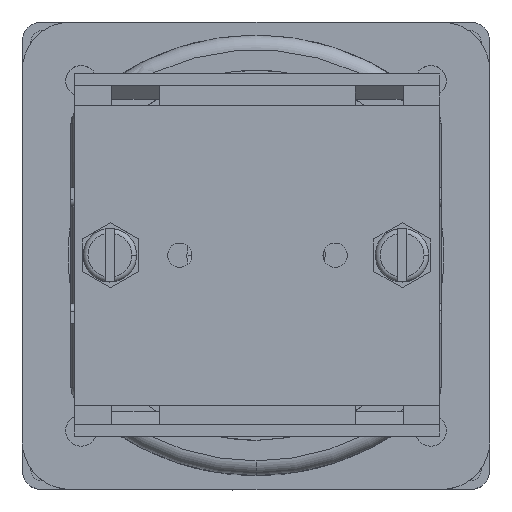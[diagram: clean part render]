
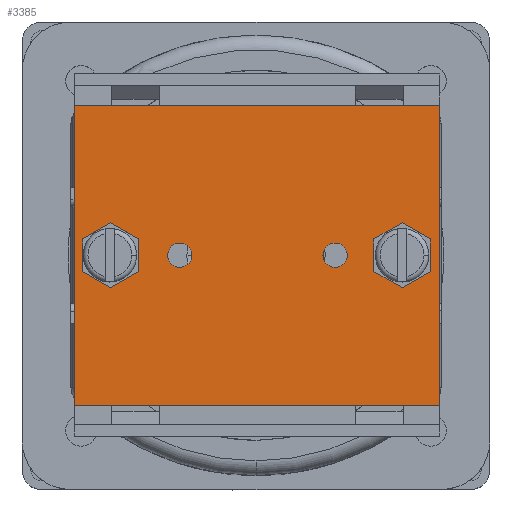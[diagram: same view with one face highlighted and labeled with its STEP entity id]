
A CAD part, top view. The second image highlights one B-rep face of the part: STEP entity #3385.
In plain terms, the highlighted planar face has unit normal (0, 0, 1).
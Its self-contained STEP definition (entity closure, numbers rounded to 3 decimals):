
#552=DIRECTION('',(0.,-1.,0.));
#553=VECTOR('',#552,30.9);
#554=CARTESIAN_POINT('',(90.051,-75.799,52.704));
#555=LINE('',#554,#553);
#723=DIRECTION('',(-1.,0.,0.));
#724=VECTOR('',#723,37.6);
#725=CARTESIAN_POINT('',(90.051,-106.699,52.704));
#726=LINE('',#725,#724);
#914=DIRECTION('',(0.,-1.,0.));
#915=VECTOR('',#914,30.9);
#916=CARTESIAN_POINT('',(52.451,-75.799,52.704));
#917=LINE('',#916,#915);
#921=DIRECTION('',(-1.,0.,0.));
#922=VECTOR('',#921,37.6);
#923=CARTESIAN_POINT('',(90.051,-75.799,52.704));
#924=LINE('',#923,#922);
#928=CARTESIAN_POINT('',(63.251,-91.249,52.704));
#929=DIRECTION('',(0.,0.,-1.));
#930=DIRECTION('',(0.,-1.,0.));
#931=AXIS2_PLACEMENT_3D('',#928,#929,#930);
#936=CARTESIAN_POINT('',(63.251,-91.249,52.704));
#937=DIRECTION('',(0.,0.,-1.));
#938=DIRECTION('',(1.,0.,0.));
#939=AXIS2_PLACEMENT_3D('',#936,#937,#938);
#944=CARTESIAN_POINT('',(63.251,-91.249,52.704));
#945=DIRECTION('',(0.,0.,-1.));
#946=DIRECTION('',(0.,1.,0.));
#947=AXIS2_PLACEMENT_3D('',#944,#945,#946);
#952=CARTESIAN_POINT('',(79.251,-91.249,52.704));
#953=DIRECTION('',(0.,0.,-1.));
#954=DIRECTION('',(0.,-1.,0.));
#955=AXIS2_PLACEMENT_3D('',#952,#953,#954);
#960=CARTESIAN_POINT('',(79.251,-91.249,52.704));
#961=DIRECTION('',(0.,0.,-1.));
#962=DIRECTION('',(1.,0.,0.));
#963=AXIS2_PLACEMENT_3D('',#960,#961,#962);
#968=CARTESIAN_POINT('',(79.251,-91.249,52.704));
#969=DIRECTION('',(0.,0.,-1.));
#970=DIRECTION('',(0.,1.,0.));
#971=AXIS2_PLACEMENT_3D('',#968,#969,#970);
#976=DIRECTION('',(0.,1.,0.));
#977=VECTOR('',#976,3.349);
#978=CARTESIAN_POINT('',(83.251,-92.923,52.704));
#979=LINE('',#978,#977);
#983=DIRECTION('',(-0.866,0.5,0.));
#984=VECTOR('',#983,3.349);
#985=CARTESIAN_POINT('',(86.151,-94.598,52.704));
#986=LINE('',#985,#984);
#990=DIRECTION('',(-0.866,-0.5,0.));
#991=VECTOR('',#990,3.349);
#992=CARTESIAN_POINT('',(89.051,-92.923,52.704));
#993=LINE('',#992,#991);
#997=DIRECTION('',(0.,-1.,0.));
#998=VECTOR('',#997,3.349);
#999=CARTESIAN_POINT('',(89.051,-89.575,52.704));
#1000=LINE('',#999,#998);
#1004=DIRECTION('',(0.866,-0.5,0.));
#1005=VECTOR('',#1004,3.349);
#1006=CARTESIAN_POINT('',(86.151,-87.9,52.704));
#1007=LINE('',#1006,#1005);
#1011=DIRECTION('',(0.866,0.5,0.));
#1012=VECTOR('',#1011,3.349);
#1013=CARTESIAN_POINT('',(83.251,-89.575,52.704));
#1014=LINE('',#1013,#1012);
#1018=DIRECTION('',(0.,1.,0.));
#1019=VECTOR('',#1018,3.349);
#1020=CARTESIAN_POINT('',(53.251,-92.923,52.704));
#1021=LINE('',#1020,#1019);
#1025=DIRECTION('',(-0.866,0.5,0.));
#1026=VECTOR('',#1025,3.349);
#1027=CARTESIAN_POINT('',(56.151,-94.598,52.704));
#1028=LINE('',#1027,#1026);
#1032=DIRECTION('',(-0.866,-0.5,0.));
#1033=VECTOR('',#1032,3.349);
#1034=CARTESIAN_POINT('',(59.051,-92.923,52.704));
#1035=LINE('',#1034,#1033);
#1039=DIRECTION('',(0.,-1.,0.));
#1040=VECTOR('',#1039,3.349);
#1041=CARTESIAN_POINT('',(59.051,-89.575,52.704));
#1042=LINE('',#1041,#1040);
#1046=DIRECTION('',(0.866,-0.5,0.));
#1047=VECTOR('',#1046,3.349);
#1048=CARTESIAN_POINT('',(56.151,-87.9,52.704));
#1049=LINE('',#1048,#1047);
#1053=DIRECTION('',(0.866,0.5,0.));
#1054=VECTOR('',#1053,3.349);
#1055=CARTESIAN_POINT('',(53.251,-89.575,52.704));
#1056=LINE('',#1055,#1054);
#2293=CARTESIAN_POINT('',(79.251,-89.999,52.704));
#2295=VERTEX_POINT('',#2293);
#2304=CARTESIAN_POINT('',(63.251,-89.999,52.704));
#2305=CARTESIAN_POINT('',(64.501,-91.249,52.704));
#2306=VERTEX_POINT('',#2304);
#2307=VERTEX_POINT('',#2305);
#2308=CARTESIAN_POINT('',(63.251,-92.499,52.704));
#2309=VERTEX_POINT('',#2308);
#2335=CARTESIAN_POINT('',(79.251,-92.499,52.704));
#2337=VERTEX_POINT('',#2335);
#2370=CARTESIAN_POINT('',(80.501,-91.249,52.704));
#2371=VERTEX_POINT('',#2370);
#2490=CARTESIAN_POINT('',(52.451,-106.699,52.704));
#2491=VERTEX_POINT('',#2490);
#2510=CARTESIAN_POINT('',(52.451,-75.799,52.704));
#2511=VERTEX_POINT('',#2510);
#2538=CARTESIAN_POINT('',(90.051,-75.799,52.704));
#2539=CARTESIAN_POINT('',(90.051,-106.699,52.704));
#2540=VERTEX_POINT('',#2538);
#2541=VERTEX_POINT('',#2539);
#2564=CARTESIAN_POINT('',(56.151,-87.9,52.704));
#2565=CARTESIAN_POINT('',(59.051,-89.575,52.704));
#2566=VERTEX_POINT('',#2564);
#2567=VERTEX_POINT('',#2565);
#2572=CARTESIAN_POINT('',(86.151,-94.598,52.704));
#2573=CARTESIAN_POINT('',(83.251,-92.923,52.704));
#2574=VERTEX_POINT('',#2572);
#2575=VERTEX_POINT('',#2573);
#2582=CARTESIAN_POINT('',(89.051,-92.923,52.704));
#2583=VERTEX_POINT('',#2582);
#2584=CARTESIAN_POINT('',(59.051,-92.923,52.704));
#2585=VERTEX_POINT('',#2584);
#2586=CARTESIAN_POINT('',(86.151,-87.9,52.704));
#2587=CARTESIAN_POINT('',(89.051,-89.575,52.704));
#2588=VERTEX_POINT('',#2586);
#2589=VERTEX_POINT('',#2587);
#2592=CARTESIAN_POINT('',(53.251,-89.575,52.704));
#2593=VERTEX_POINT('',#2592);
#2594=CARTESIAN_POINT('',(83.251,-89.575,52.704));
#2595=VERTEX_POINT('',#2594);
#2598=CARTESIAN_POINT('',(53.251,-92.923,52.704));
#2599=VERTEX_POINT('',#2598);
#2600=CARTESIAN_POINT('',(56.151,-94.598,52.704));
#2601=VERTEX_POINT('',#2600);
#3329=CARTESIAN_POINT('',(52.451,-106.699,52.704));
#3330=DIRECTION('',(0.,0.,-1.));
#3331=DIRECTION('',(-1.,0.,0.));
#3332=AXIS2_PLACEMENT_3D('',#3329,#3330,#3331);
#3333=PLANE('',#3332);
#3334=ORIENTED_EDGE('',*,*,#2960,.T.);
#3335=ORIENTED_EDGE('',*,*,#3083,.T.);
#3336=ORIENTED_EDGE('',*,*,#2711,.F.);
#3338=ORIENTED_EDGE('',*,*,#3337,.F.);
#3339=EDGE_LOOP('',(#3334,#3335,#3336,#3338));
#3340=FACE_OUTER_BOUND('',#3339,.F.);
#3342=ORIENTED_EDGE('',*,*,#3341,.F.);
#3344=ORIENTED_EDGE('',*,*,#3343,.F.);
#3346=ORIENTED_EDGE('',*,*,#3345,.F.);
#3347=EDGE_LOOP('',(#3342,#3344,#3346));
#3348=FACE_BOUND('',#3347,.F.);
#3350=ORIENTED_EDGE('',*,*,#3349,.F.);
#3352=ORIENTED_EDGE('',*,*,#3351,.F.);
#3354=ORIENTED_EDGE('',*,*,#3353,.F.);
#3355=EDGE_LOOP('',(#3350,#3352,#3354));
#3356=FACE_BOUND('',#3355,.F.);
#3358=ORIENTED_EDGE('',*,*,#3357,.F.);
#3360=ORIENTED_EDGE('',*,*,#3359,.F.);
#3362=ORIENTED_EDGE('',*,*,#3361,.F.);
#3364=ORIENTED_EDGE('',*,*,#3363,.F.);
#3366=ORIENTED_EDGE('',*,*,#3365,.F.);
#3368=ORIENTED_EDGE('',*,*,#3367,.F.);
#3369=EDGE_LOOP('',(#3358,#3360,#3362,#3364,#3366,#3368));
#3370=FACE_BOUND('',#3369,.F.);
#3372=ORIENTED_EDGE('',*,*,#3371,.F.);
#3374=ORIENTED_EDGE('',*,*,#3373,.F.);
#3376=ORIENTED_EDGE('',*,*,#3375,.F.);
#3378=ORIENTED_EDGE('',*,*,#3377,.F.);
#3380=ORIENTED_EDGE('',*,*,#3379,.F.);
#3382=ORIENTED_EDGE('',*,*,#3381,.F.);
#3383=EDGE_LOOP('',(#3372,#3374,#3376,#3378,#3380,#3382));
#3384=FACE_BOUND('',#3383,.F.);
#932=CIRCLE('',#931,1.25);
#940=CIRCLE('',#939,1.25);
#948=CIRCLE('',#947,1.25);
#956=CIRCLE('',#955,1.25);
#964=CIRCLE('',#963,1.25);
#972=CIRCLE('',#971,1.25);
#2711=EDGE_CURVE('',#2511,#2491,#917,.T.);
#2960=EDGE_CURVE('',#2540,#2541,#555,.T.);
#3083=EDGE_CURVE('',#2541,#2491,#726,.T.);
#3337=EDGE_CURVE('',#2540,#2511,#924,.T.);
#3341=EDGE_CURVE('',#2309,#2306,#932,.T.);
#3343=EDGE_CURVE('',#2307,#2309,#940,.T.);
#3345=EDGE_CURVE('',#2306,#2307,#948,.T.);
#3349=EDGE_CURVE('',#2337,#2295,#956,.T.);
#3351=EDGE_CURVE('',#2371,#2337,#964,.T.);
#3353=EDGE_CURVE('',#2295,#2371,#972,.T.);
#3357=EDGE_CURVE('',#2575,#2595,#979,.T.);
#3359=EDGE_CURVE('',#2574,#2575,#986,.T.);
#3361=EDGE_CURVE('',#2583,#2574,#993,.T.);
#3363=EDGE_CURVE('',#2589,#2583,#1000,.T.);
#3365=EDGE_CURVE('',#2588,#2589,#1007,.T.);
#3367=EDGE_CURVE('',#2595,#2588,#1014,.T.);
#3371=EDGE_CURVE('',#2599,#2593,#1021,.T.);
#3373=EDGE_CURVE('',#2601,#2599,#1028,.T.);
#3375=EDGE_CURVE('',#2585,#2601,#1035,.T.);
#3377=EDGE_CURVE('',#2567,#2585,#1042,.T.);
#3379=EDGE_CURVE('',#2566,#2567,#1049,.T.);
#3381=EDGE_CURVE('',#2593,#2566,#1056,.T.);
#3385=ADVANCED_FACE('',(#3340,#3348,#3356,#3370,#3384),#3333,.F.);
